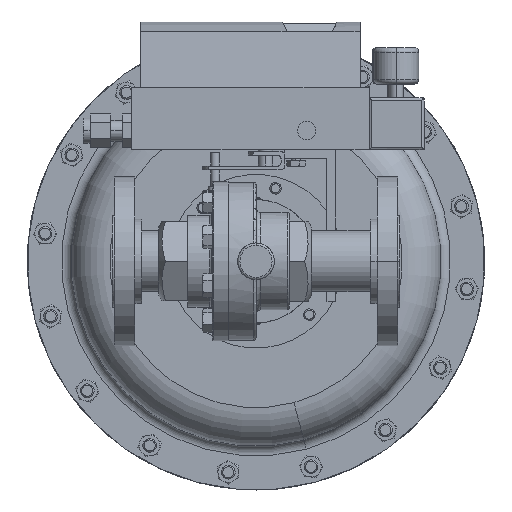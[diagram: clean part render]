
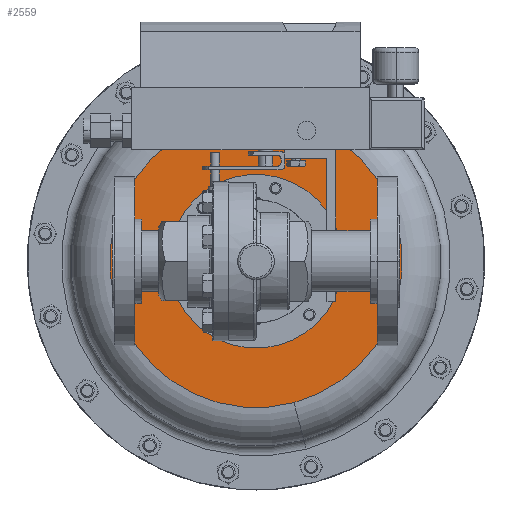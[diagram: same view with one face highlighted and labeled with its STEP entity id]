
A CAD part, front view. The second image highlights one B-rep face of the part: STEP entity #2559.
In plain terms, the highlighted planar face has unit normal (0, -1, 0).
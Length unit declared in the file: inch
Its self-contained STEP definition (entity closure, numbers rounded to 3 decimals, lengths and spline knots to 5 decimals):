
#486 = CARTESIAN_POINT ( 'NONE',  ( 2.28313, 9.57865, 3.87371 ) ) ;
#816 = EDGE_CURVE ( 'NONE', #24497, #39847, #43003, .T. ) ;
#1357 = FACE_OUTER_BOUND ( 'NONE', #27332, .T. ) ;
#1660 = PLANE ( 'NONE',  #10357 ) ;
#2559 = ADVANCED_FACE ( 'NONE', ( #1357, #11508 ), #1660, .T. ) ;
#3925 = DIRECTION ( 'NONE',  ( 0.259, 0., -0.966 ) ) ;
#4753 = EDGE_LOOP ( 'NONE', ( #21099, #31823 ) ) ;
#5409 = EDGE_CURVE ( 'NONE', #22447, #27417, #32588, .T. ) ;
#5584 = CARTESIAN_POINT ( 'NONE',  ( 0.60375, 9.57865, 2.19433 ) ) ;
#6171 = CARTESIAN_POINT ( 'NONE',  ( 3.96251, 9.57865, 5.55309 ) ) ;
#7547 = CARTESIAN_POINT ( 'NONE',  ( 1.24785, 9.57865, 7.73741 ) ) ;
#8541 = DIRECTION ( 'NONE',  ( -0.259, 0., 0.966 ) ) ;
#8728 = EDGE_CURVE ( 'NONE', #27417, #22447, #22400, .T. ) ;
#9575 = AXIS2_PLACEMENT_3D ( 'NONE', #11425, #35152, #14837 ) ;
#10357 = AXIS2_PLACEMENT_3D ( 'NONE', #35528, #32137, #8541 ) ;
#10759 = AXIS2_PLACEMENT_3D ( 'NONE', #486, #24271, #3925 ) ;
#11425 = CARTESIAN_POINT ( 'NONE',  ( 2.28313, 9.57865, 3.87371 ) ) ;
#11508 = FACE_BOUND ( 'NONE', #4753, .T. ) ;
#12706 = CARTESIAN_POINT ( 'NONE',  ( 2.28313, 9.57865, 3.87371 ) ) ;
#13313 = CARTESIAN_POINT ( 'NONE',  ( 3.3184, 9.57865, 0.01 ) ) ;
#14837 = DIRECTION ( 'NONE',  ( 0.259, 0., -0.966 ) ) ;
#16082 = DIRECTION ( 'NONE',  ( -0.707, 0., -0.707 ) ) ;
#17430 = CARTESIAN_POINT ( 'NONE',  ( 2.28313, 9.57865, 3.87371 ) ) ;
#19536 = EDGE_CURVE ( 'NONE', #39847, #24497, #43992, .T. ) ;
#20826 = DIRECTION ( 'NONE',  ( -0.707, 0., -0.707 ) ) ;
#21099 = ORIENTED_EDGE ( 'NONE', *, *, #816, .T. ) ;
#22400 = CIRCLE ( 'NONE', #10759, 4. ) ;
#22447 = VERTEX_POINT ( 'NONE', #7547 ) ;
#24271 = DIRECTION ( 'NONE',  ( 0., 1., 0. ) ) ;
#24497 = VERTEX_POINT ( 'NONE', #6171 ) ;
#26802 = AXIS2_PLACEMENT_3D ( 'NONE', #12706, #36443, #16082 ) ;
#26822 = ORIENTED_EDGE ( 'NONE', *, *, #8728, .F. ) ;
#27332 = EDGE_LOOP ( 'NONE', ( #26822, #42981 ) ) ;
#27417 = VERTEX_POINT ( 'NONE', #13313 ) ;
#31823 = ORIENTED_EDGE ( 'NONE', *, *, #19536, .T. ) ;
#32064 = AXIS2_PLACEMENT_3D ( 'NONE', #17430, #41249, #20826 ) ;
#32137 = DIRECTION ( 'NONE',  ( 0., -1., 0. ) ) ;
#32588 = CIRCLE ( 'NONE', #9575, 4. ) ;
#35152 = DIRECTION ( 'NONE',  ( 0., 1., 0. ) ) ;
#35528 = CARTESIAN_POINT ( 'NONE',  ( -1.58058, 9.57865, 2.83843 ) ) ;
#36443 = DIRECTION ( 'NONE',  ( 0., 1., 0. ) ) ;
#39847 = VERTEX_POINT ( 'NONE', #5584 ) ;
#41249 = DIRECTION ( 'NONE',  ( 0., 1., 0. ) ) ;
#42981 = ORIENTED_EDGE ( 'NONE', *, *, #5409, .F. ) ;
#43003 = CIRCLE ( 'NONE', #26802, 2.375 ) ;
#43992 = CIRCLE ( 'NONE', #32064, 2.375 ) ;
